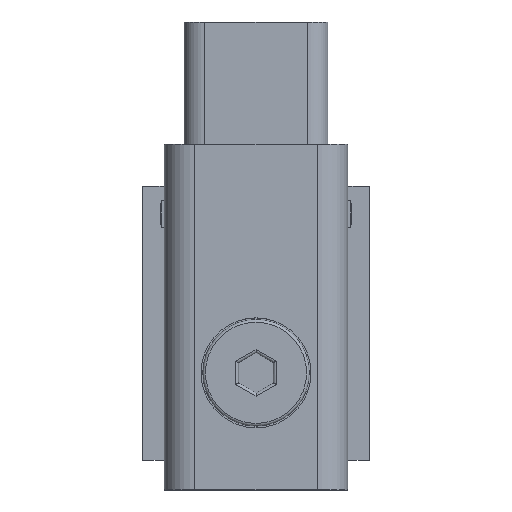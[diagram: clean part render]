
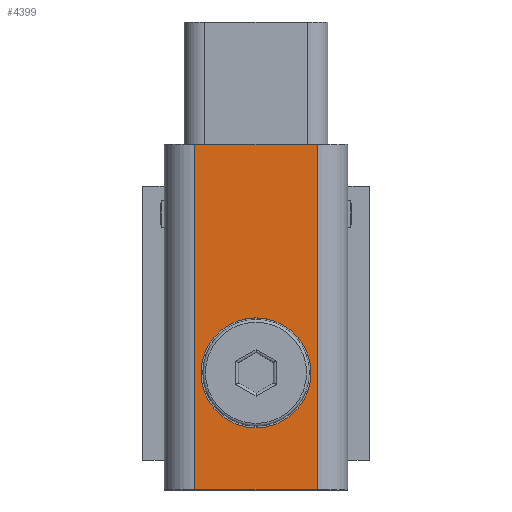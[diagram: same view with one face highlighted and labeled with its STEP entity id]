
A CAD part, top view. The second image highlights one B-rep face of the part: STEP entity #4399.
In plain terms, the highlighted planar face has unit normal (0, 0, 1).
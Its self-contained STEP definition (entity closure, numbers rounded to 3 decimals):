
#121=FACE_BOUND('',#731,.T.);
#254=PLANE('',#4824);
#480=FACE_OUTER_BOUND('',#730,.T.);
#730=EDGE_LOOP('',(#3971,#3972,#3973,#3974));
#731=EDGE_LOOP('',(#3975));
#834=CIRCLE('',#4802,3.15);
#1290=LINE('',#9145,#1759);
#1317=LINE('',#9219,#1786);
#1319=LINE('',#9223,#1788);
#1320=LINE('',#9224,#1789);
#1759=VECTOR('',#5798,10.);
#1786=VECTOR('',#5871,10.);
#1788=VECTOR('',#5875,10.);
#1789=VECTOR('',#5876,10.);
#2195=VERTEX_POINT('',#9135);
#2199=VERTEX_POINT('',#9143);
#2200=VERTEX_POINT('',#9147);
#2223=VERTEX_POINT('',#9217);
#2224=VERTEX_POINT('',#9222);
#2783=EDGE_CURVE('',#2195,#2199,#1290,.T.);
#2784=EDGE_CURVE('',#2200,#2200,#834,.T.);
#2820=EDGE_CURVE('',#2223,#2199,#1317,.T.);
#2822=EDGE_CURVE('',#2195,#2224,#1319,.T.);
#2823=EDGE_CURVE('',#2223,#2224,#1320,.T.);
#3971=ORIENTED_EDGE('',*,*,#2822,.F.);
#3972=ORIENTED_EDGE('',*,*,#2783,.T.);
#3973=ORIENTED_EDGE('',*,*,#2820,.F.);
#3974=ORIENTED_EDGE('',*,*,#2823,.T.);
#3975=ORIENTED_EDGE('',*,*,#2784,.T.);
#4399=ADVANCED_FACE('',(#480,#121),#254,.T.);
#4802=AXIS2_PLACEMENT_3D('',#9148,#5801,#5802);
#4824=AXIS2_PLACEMENT_3D('',#9221,#5873,#5874);
#5798=DIRECTION('',(1.,0.,0.));
#5801=DIRECTION('center_axis',(0.,0.,
-1.));
#5802=DIRECTION('ref_axis',(-1.,0.,0.));
#5871=DIRECTION('',(0.,-1.,0.));
#5873=DIRECTION('center_axis',(0.,0.,
1.));
#5874=DIRECTION('ref_axis',(-1.,0.,0.));
#5875=DIRECTION('',(0.,1.,0.));
#5876=DIRECTION('',(-1.,0.,0.));
#9135=CARTESIAN_POINT('',(102.3,-74.31,6.6));
#9143=CARTESIAN_POINT('',(109.3,-74.31,6.6));
#9145=CARTESIAN_POINT('',(103.125,-74.31,6.6));
#9147=CARTESIAN_POINT('',(108.95,-67.61,6.6));
#9148=CARTESIAN_POINT('Origin',(105.8,-67.61,6.6));
#9217=CARTESIAN_POINT('',(109.3,-54.5,6.6));
#9219=CARTESIAN_POINT('',(109.3,-69.677,6.6));
#9221=CARTESIAN_POINT('Origin',(105.8,-63.634,6.6));
#9222=CARTESIAN_POINT('',(102.3,-54.5,6.6));
#9223=CARTESIAN_POINT('',(102.3,-57.592,6.6));
#9224=CARTESIAN_POINT('',(108.475,-54.5,6.6));
